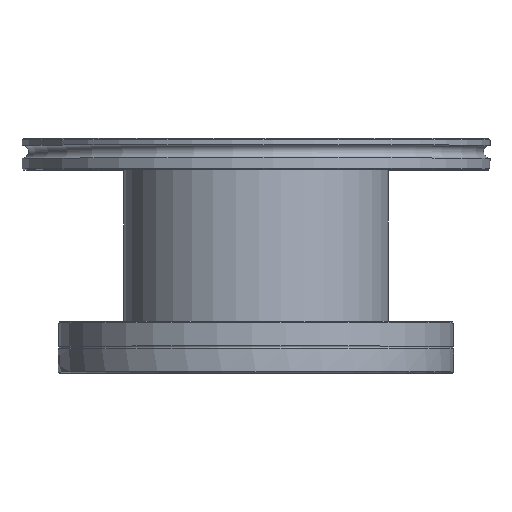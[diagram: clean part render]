
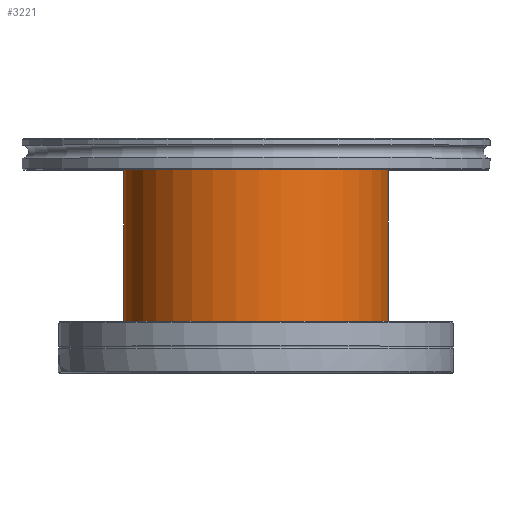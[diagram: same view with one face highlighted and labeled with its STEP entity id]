
A CAD part, top view. The second image highlights one B-rep face of the part: STEP entity #3221.
In plain terms, the highlighted cylindrical face has radius 50.8 mm (diameter 101.6 mm), a full revolution.
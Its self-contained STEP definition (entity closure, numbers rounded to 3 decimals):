
#272=CYLINDRICAL_SURFACE('',#3599,50.8);
#541=FACE_OUTER_BOUND('',#767,.T.);
#767=EDGE_LOOP('',(#3000,#3001,#3002,#3003));
#938=LINE('',#18263,#1105);
#1105=VECTOR('',#4351,50.8);
#1268=CIRCLE('',#3600,50.8);
#1269=CIRCLE('',#3601,50.8);
#1584=VERTEX_POINT('',#18260);
#1585=VERTEX_POINT('',#18262);
#2057=EDGE_CURVE('',#1584,#1584,#1268,.T.);
#2058=EDGE_CURVE('',#1584,#1585,#938,.T.);
#2059=EDGE_CURVE('',#1585,#1585,#1269,.T.);
#3000=ORIENTED_EDGE('',*,*,#2057,.F.);
#3001=ORIENTED_EDGE('',*,*,#2058,.T.);
#3002=ORIENTED_EDGE('',*,*,#2059,.F.);
#3003=ORIENTED_EDGE('',*,*,#2058,.F.);
#3221=ADVANCED_FACE('',(#541),#272,.T.);
#3599=AXIS2_PLACEMENT_3D('',#18259,#4347,#4348);
#3600=AXIS2_PLACEMENT_3D('',#18261,#4349,#4350);
#3601=AXIS2_PLACEMENT_3D('',#18264,#4352,#4353);
#4347=DIRECTION('center_axis',(0.,0.,1.));
#4348=DIRECTION('ref_axis',(-1.,0.,0.));
#4349=DIRECTION('center_axis',(0.,0.,1.));
#4350=DIRECTION('ref_axis',(-1.,0.,0.));
#4351=DIRECTION('',(0.,0.,-1.));
#4352=DIRECTION('center_axis',(0.,0.,-1.));
#4353=DIRECTION('ref_axis',(-1.,0.,0.));
#18259=CARTESIAN_POINT('Origin',(0.,0.,0.));
#18260=CARTESIAN_POINT('',(50.8,0.,78.9));
#18261=CARTESIAN_POINT('Origin',(0.,0.,78.9));
#18262=CARTESIAN_POINT('',(50.8,0.,0.));
#18263=CARTESIAN_POINT('',(50.8,0.,0.));
#18264=CARTESIAN_POINT('Origin',(0.,0.,0.));
